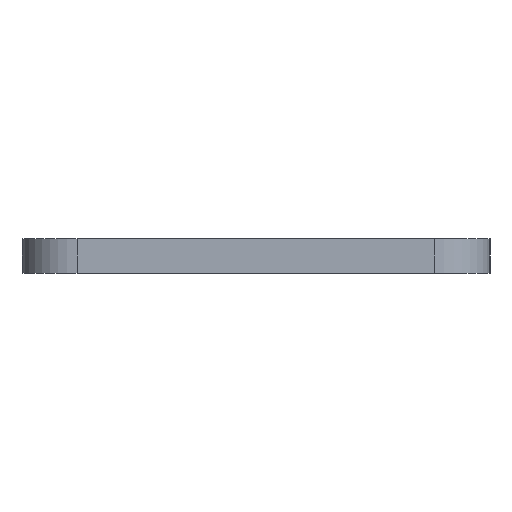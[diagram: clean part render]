
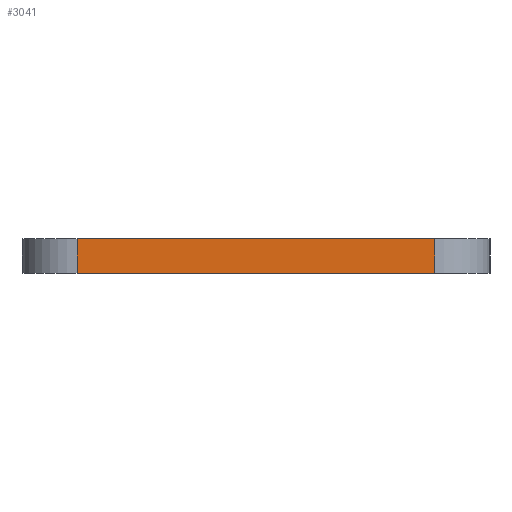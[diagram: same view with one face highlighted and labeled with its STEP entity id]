
A CAD part, left-side view. The second image highlights one B-rep face of the part: STEP entity #3041.
In plain terms, the highlighted planar face has unit normal (-1, 0, 0).
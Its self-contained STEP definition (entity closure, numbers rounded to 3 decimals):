
#83 = PLANE('',#84);
#84 = AXIS2_PLACEMENT_3D('',#85,#86,#87);
#85 = CARTESIAN_POINT('',(148.501,-105.004,1.6));
#86 = DIRECTION('',(-0.,-0.,-1.));
#87 = DIRECTION('',(-1.,0.,0.));
#137 = PLANE('',#138);
#138 = AXIS2_PLACEMENT_3D('',#139,#140,#141);
#139 = CARTESIAN_POINT('',(148.501,-105.004,0.));
#140 = DIRECTION('',(-0.,-0.,-1.));
#141 = DIRECTION('',(-1.,0.,0.));
#350 = VERTEX_POINT('',#351);
#351 = CARTESIAN_POINT('',(110.401,-113.259,0.));
#370 = CYLINDRICAL_SURFACE('',#371,2.54);
#371 = AXIS2_PLACEMENT_3D('',#372,#373,#374);
#372 = CARTESIAN_POINT('',(112.941,-113.259,0.));
#373 = DIRECTION('',(-0.,-0.,-1.));
#374 = DIRECTION('',(1.,0.,-0.));
#382 = EDGE_CURVE('',#350,#383,#385,.T.);
#383 = VERTEX_POINT('',#384);
#384 = CARTESIAN_POINT('',(110.401,-96.749,0.));
#385 = SURFACE_CURVE('',#386,(#390,#397),.PCURVE_S1.);
#386 = LINE('',#387,#388);
#387 = CARTESIAN_POINT('',(110.401,-113.259,0.));
#388 = VECTOR('',#389,1.);
#389 = DIRECTION('',(0.,1.,0.));
#390 = PCURVE('',#137,#391);
#391 = DEFINITIONAL_REPRESENTATION('',(#392),#396);
#392 = LINE('',#393,#394);
#393 = CARTESIAN_POINT('',(38.1,-8.255));
#394 = VECTOR('',#395,1.);
#395 = DIRECTION('',(0.,1.));
#396 = ( GEOMETRIC_REPRESENTATION_CONTEXT(2) 
PARAMETRIC_REPRESENTATION_CONTEXT() REPRESENTATION_CONTEXT('2D SPACE',''
  ) );
#397 = PCURVE('',#398,#403);
#398 = PLANE('',#399);
#399 = AXIS2_PLACEMENT_3D('',#400,#401,#402);
#400 = CARTESIAN_POINT('',(110.401,-113.259,0.));
#401 = DIRECTION('',(-1.,0.,0.));
#402 = DIRECTION('',(0.,1.,0.));
#403 = DEFINITIONAL_REPRESENTATION('',(#404),#408);
#404 = LINE('',#405,#406);
#405 = CARTESIAN_POINT('',(0.,0.));
#406 = VECTOR('',#407,1.);
#407 = DIRECTION('',(1.,0.));
#408 = ( GEOMETRIC_REPRESENTATION_CONTEXT(2) 
PARAMETRIC_REPRESENTATION_CONTEXT() REPRESENTATION_CONTEXT('2D SPACE',''
  ) );
#431 = CYLINDRICAL_SURFACE('',#432,2.54);
#432 = AXIS2_PLACEMENT_3D('',#433,#434,#435);
#433 = CARTESIAN_POINT('',(112.941,-96.749,0.));
#434 = DIRECTION('',(-0.,-0.,-1.));
#435 = DIRECTION('',(1.,0.,-0.));
#1754 = VERTEX_POINT('',#1755);
#1755 = CARTESIAN_POINT('',(110.401,-113.259,1.6));
#1781 = EDGE_CURVE('',#1754,#1782,#1784,.T.);
#1782 = VERTEX_POINT('',#1783);
#1783 = CARTESIAN_POINT('',(110.401,-96.749,1.6));
#1784 = SURFACE_CURVE('',#1785,(#1789,#1796),.PCURVE_S1.);
#1785 = LINE('',#1786,#1787);
#1786 = CARTESIAN_POINT('',(110.401,-113.259,1.6));
#1787 = VECTOR('',#1788,1.);
#1788 = DIRECTION('',(0.,1.,0.));
#1789 = PCURVE('',#83,#1790);
#1790 = DEFINITIONAL_REPRESENTATION('',(#1791),#1795);
#1791 = LINE('',#1792,#1793);
#1792 = CARTESIAN_POINT('',(38.1,-8.255));
#1793 = VECTOR('',#1794,1.);
#1794 = DIRECTION('',(0.,1.));
#1795 = ( GEOMETRIC_REPRESENTATION_CONTEXT(2) 
PARAMETRIC_REPRESENTATION_CONTEXT() REPRESENTATION_CONTEXT('2D SPACE',''
  ) );
#1796 = PCURVE('',#398,#1797);
#1797 = DEFINITIONAL_REPRESENTATION('',(#1798),#1802);
#1798 = LINE('',#1799,#1800);
#1799 = CARTESIAN_POINT('',(0.,-1.6));
#1800 = VECTOR('',#1801,1.);
#1801 = DIRECTION('',(1.,0.));
#1802 = ( GEOMETRIC_REPRESENTATION_CONTEXT(2) 
PARAMETRIC_REPRESENTATION_CONTEXT() REPRESENTATION_CONTEXT('2D SPACE',''
  ) );
#2993 = EDGE_CURVE('',#383,#1782,#2994,.T.);
#2994 = SURFACE_CURVE('',#2995,(#2999,#3006),.PCURVE_S1.);
#2995 = LINE('',#2996,#2997);
#2996 = CARTESIAN_POINT('',(110.401,-96.749,0.));
#2997 = VECTOR('',#2998,1.);
#2998 = DIRECTION('',(0.,0.,1.));
#2999 = PCURVE('',#431,#3000);
#3000 = DEFINITIONAL_REPRESENTATION('',(#3001),#3005);
#3001 = LINE('',#3002,#3003);
#3002 = CARTESIAN_POINT('',(-3.141,0.));
#3003 = VECTOR('',#3004,1.);
#3004 = DIRECTION('',(-0.,-1.));
#3005 = ( GEOMETRIC_REPRESENTATION_CONTEXT(2) 
PARAMETRIC_REPRESENTATION_CONTEXT() REPRESENTATION_CONTEXT('2D SPACE',''
  ) );
#3006 = PCURVE('',#398,#3007);
#3007 = DEFINITIONAL_REPRESENTATION('',(#3008),#3012);
#3008 = LINE('',#3009,#3010);
#3009 = CARTESIAN_POINT('',(16.51,0.));
#3010 = VECTOR('',#3011,1.);
#3011 = DIRECTION('',(0.,-1.));
#3012 = ( GEOMETRIC_REPRESENTATION_CONTEXT(2) 
PARAMETRIC_REPRESENTATION_CONTEXT() REPRESENTATION_CONTEXT('2D SPACE',''
  ) );
#3018 = EDGE_CURVE('',#350,#1754,#3019,.T.);
#3019 = SURFACE_CURVE('',#3020,(#3024,#3031),.PCURVE_S1.);
#3020 = LINE('',#3021,#3022);
#3021 = CARTESIAN_POINT('',(110.401,-113.259,0.));
#3022 = VECTOR('',#3023,1.);
#3023 = DIRECTION('',(0.,0.,1.));
#3024 = PCURVE('',#370,#3025);
#3025 = DEFINITIONAL_REPRESENTATION('',(#3026),#3030);
#3026 = LINE('',#3027,#3028);
#3027 = CARTESIAN_POINT('',(-3.141,0.));
#3028 = VECTOR('',#3029,1.);
#3029 = DIRECTION('',(-0.,-1.));
#3030 = ( GEOMETRIC_REPRESENTATION_CONTEXT(2) 
PARAMETRIC_REPRESENTATION_CONTEXT() REPRESENTATION_CONTEXT('2D SPACE',''
  ) );
#3031 = PCURVE('',#398,#3032);
#3032 = DEFINITIONAL_REPRESENTATION('',(#3033),#3037);
#3033 = LINE('',#3034,#3035);
#3034 = CARTESIAN_POINT('',(0.,0.));
#3035 = VECTOR('',#3036,1.);
#3036 = DIRECTION('',(0.,-1.));
#3037 = ( GEOMETRIC_REPRESENTATION_CONTEXT(2) 
PARAMETRIC_REPRESENTATION_CONTEXT() REPRESENTATION_CONTEXT('2D SPACE',''
  ) );
#3041 = ADVANCED_FACE('',(#3042),#398,.T.);
#3042 = FACE_BOUND('',#3043,.T.);
#3043 = EDGE_LOOP('',(#3044,#3045,#3046,#3047));
#3044 = ORIENTED_EDGE('',*,*,#3018,.T.);
#3045 = ORIENTED_EDGE('',*,*,#1781,.T.);
#3046 = ORIENTED_EDGE('',*,*,#2993,.F.);
#3047 = ORIENTED_EDGE('',*,*,#382,.F.);
